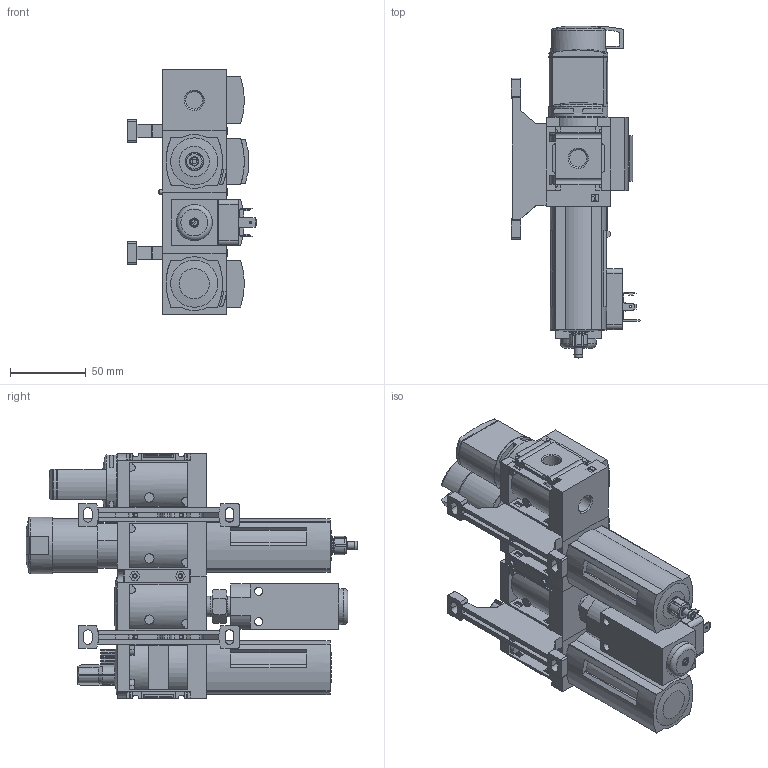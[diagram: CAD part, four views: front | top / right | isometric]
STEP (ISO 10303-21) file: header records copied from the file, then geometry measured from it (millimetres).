
FILE_DESCRIPTION(/* description */ ('STEP AP214'),/* implementation_level */ '2;1');
FILE_NAME(/* name */ '542295_MSB4-1_4_C3J1F3M1-WP',/* time_stamp */ '2024-09-11T12:06:37+02:00',/* author */ ('License CC BY-ND 4.0'),/* organization */ ('CADENAS'),/* preprocessor_version */ 'ST-DEVELOPER v19.3',/* originating_system */ 'PARTsolutions',/* authorisation */ ' ');
FILE_SCHEMA (('AUTOMOTIVE_DESIGN {1 0 10303 214 3 1 1}'));
Length unit declared in the file: millimetre
Products named in the file (11): 542295 MSB4-1/4:C3J1F3M1-WP; 541266 MS4-EM1-1/4-1D; 526489 MS4-LFR-1/4-D7-E-R-M-AS-1D; 526489 MS4-LFR-M; 8140202 MS4-WP1---(00wp); 8092760 MS4-MV-B---(42.7_high_m); 527703 MS4-FRM-1/4-Y-1s; 151521 ESK-1/4-1/4; 175250 PEV-1/4-B-OD; 8116179 MS4-MV-B---(0_high_m); 527701 MS4-LOE-1/4-R-1D
Assembly tree (13 placements, depth 2):
  542295 MSB4-1/4:C3J1F3M1-WP
    541266 MS4-EM1-1/4-1D
    526489 MS4-LFR-1/4-D7-E-R-M-AS-1D
    526489 MS4-LFR-M
    8140202 MS4-WP1---(00wp)  x2
    8092760 MS4-MV-B---(42.7_high_m)  x3
    527703 MS4-FRM-1/4-Y-1s
    151521 ESK-1/4-1/4
    175250 PEV-1/4-B-OD
    8116179 MS4-MV-B---(0_high_m)
    527701 MS4-LOE-1/4-R-1D
Bounding box: 85 x 218.5 x 160.8 mm (x, y, z)
Volume: 793501.9 mm3; surface area: 155833 mm2
Topology: 13 solids, 13 shells, 1936 faces, 5338 edges, 3505 vertices
Faces by surface type: plane 1330, cylinder 473, cone 93, torus 32, sphere 8
Full cylindrical faces by diameter (mm): 1.65 x4, 2.459 x7, 2.55 x6, 3 x7, 3.2 x1, 3.5 x2, 5 x2, 5.3 x2, 5.6 x7, 6 x4, 6.1 x9, 6.93 x1, 11.445 x12, 12 x2, 13.482 x2, 22 x1, 22.2 x1, 26 x1, 35.2 x1, 37.2 x1, 37.6 x1, 38.8 x1
Entity records: 62306 total; most frequent: CARTESIAN_POINT 9974, ORIENTED_EDGE 9044, DIRECTION 8730, EDGE_CURVE 4522, LINE 3332, VECTOR 3332, VERTEX_POINT 3045, AXIS2_PLACEMENT_3D 2699
